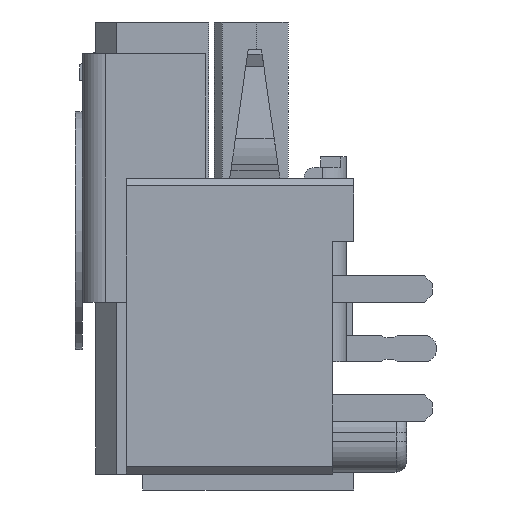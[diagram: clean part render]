
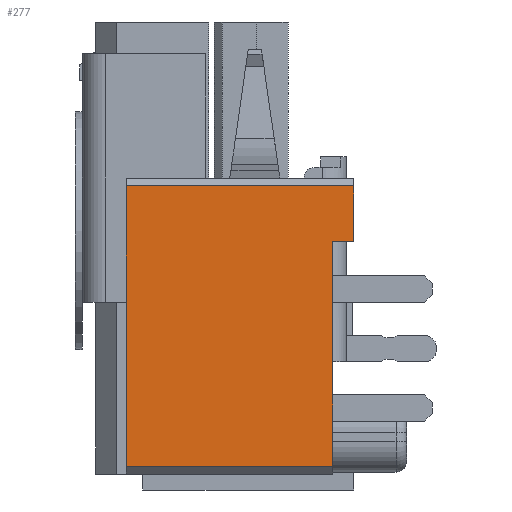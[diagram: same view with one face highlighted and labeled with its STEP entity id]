
A CAD part, left-side view. The second image highlights one B-rep face of the part: STEP entity #277.
In plain terms, the highlighted planar face has unit normal (-1, 0, 0).
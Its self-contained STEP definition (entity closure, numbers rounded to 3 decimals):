
#277 = ADVANCED_FACE( '', ( #2383 ), #2384, .F. );
#2383 = FACE_OUTER_BOUND( '', #6460, .T. );
#2384 = PLANE( '', #6461 );
#6460 = EDGE_LOOP( '', ( #10963, #10964, #10965, #10966, #10967, #10968 ) );
#6461 = AXIS2_PLACEMENT_3D( '', #10969, #10970, #10971 );
#10963 = ORIENTED_EDGE( '', *, *, #28345, .T. );
#10964 = ORIENTED_EDGE( '', *, *, #28324, .F. );
#10965 = ORIENTED_EDGE( '', *, *, #28321, .T. );
#10966 = ORIENTED_EDGE( '', *, *, #28344, .F. );
#10967 = ORIENTED_EDGE( '', *, *, #28331, .F. );
#10968 = ORIENTED_EDGE( '', *, *, #28346, .T. );
#10969 = CARTESIAN_POINT( '', ( -11.35, 1.66, -3.1 ) );
#10970 = DIRECTION( '', ( 1., 0., 0. ) );
#10971 = DIRECTION( '', ( 0., 0., -1. ) );
#28321 = EDGE_CURVE( '', #34290, #34298, #34300, .T. );
#28324 = EDGE_CURVE( '', #34290, #34302, #34305, .T. );
#28331 = EDGE_CURVE( '', #34316, #34318, #34319, .T. );
#28344 = EDGE_CURVE( '', #34318, #34298, #34335, .T. );
#28345 = EDGE_CURVE( '', #34336, #34302, #34337, .T. );
#28346 = EDGE_CURVE( '', #34316, #34336, #34338, .T. );
#34290 = VERTEX_POINT( '', #44019 );
#34298 = VERTEX_POINT( '', #44031 );
#34300 = LINE( '', #44034, #44035 );
#34302 = VERTEX_POINT( '', #44037 );
#34305 = LINE( '', #44042, #44043 );
#34316 = VERTEX_POINT( '', #44059 );
#34318 = VERTEX_POINT( '', #44062 );
#34319 = LINE( '', #44063, #44064 );
#34335 = LINE( '', #44092, #44093 );
#34336 = VERTEX_POINT( '', #44094 );
#34337 = LINE( '', #44095, #44096 );
#34338 = LINE( '', #44097, #44098 );
#44019 = CARTESIAN_POINT( '', ( -11.35, -2.64, 1.15 ) );
#44031 = CARTESIAN_POINT( '', ( -11.35, -2.64, 2.2 ) );
#44034 = CARTESIAN_POINT( '', ( -11.35, -2.64, 1.15 ) );
#44035 = VECTOR( '', #58896, 1000. );
#44037 = CARTESIAN_POINT( '', ( -11.35, -2.24, 1.15 ) );
#44042 = CARTESIAN_POINT( '', ( -11.35, -2.64, 1.15 ) );
#44043 = VECTOR( '', #58899, 1000. );
#44059 = CARTESIAN_POINT( '', ( -11.35, 1.66, -3.1 ) );
#44062 = CARTESIAN_POINT( '', ( -11.35, 1.66, 2.2 ) );
#44063 = CARTESIAN_POINT( '', ( -11.35, 1.66, -3.1 ) );
#44064 = VECTOR( '', #58906, 1000. );
#44092 = CARTESIAN_POINT( '', ( -11.35, 1.66, 2.2 ) );
#44093 = VECTOR( '', #58919, 1000. );
#44094 = CARTESIAN_POINT( '', ( -11.35, -2.24, -3.1 ) );
#44095 = CARTESIAN_POINT( '', ( -11.35, -2.24, -3.1 ) );
#44096 = VECTOR( '', #58920, 1000. );
#44097 = CARTESIAN_POINT( '', ( -11.35, 1.66, -3.1 ) );
#44098 = VECTOR( '', #58921, 1000. );
#58896 = DIRECTION( '', ( 0., 0., 1. ) );
#58899 = DIRECTION( '', ( 0., 1., 0. ) );
#58906 = DIRECTION( '', ( 0., 0., 1. ) );
#58919 = DIRECTION( '', ( 0., -1., 0. ) );
#58920 = DIRECTION( '', ( 0., 0., 1. ) );
#58921 = DIRECTION( '', ( 0., -1., 0. ) );
